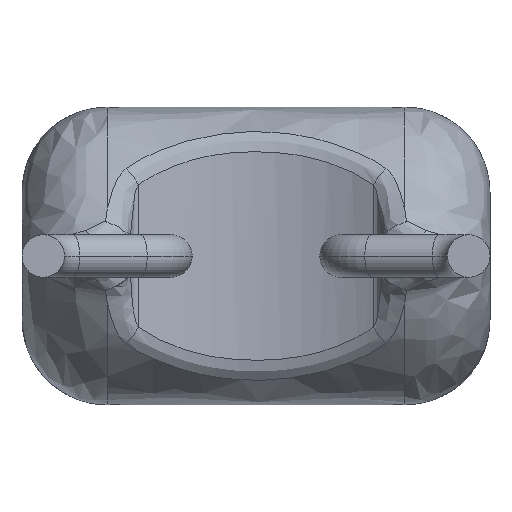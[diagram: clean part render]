
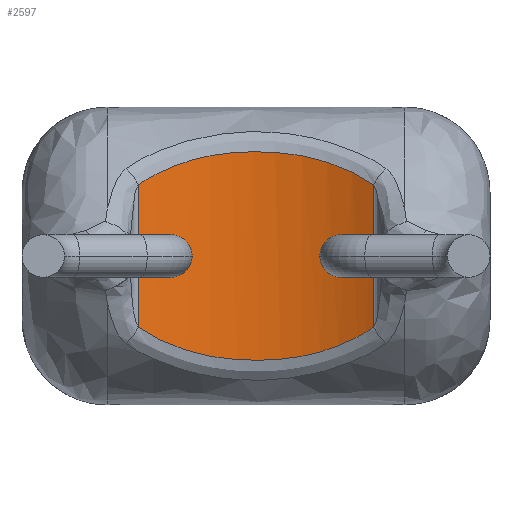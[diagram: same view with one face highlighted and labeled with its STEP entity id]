
A CAD part, front view. The second image highlights one B-rep face of the part: STEP entity #2597.
In plain terms, the highlighted cylindrical face has radius 2.91 mm (diameter 5.821 mm), a partial arc.
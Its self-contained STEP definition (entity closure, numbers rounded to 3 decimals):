
#23 = CARTESIAN_POINT ( 'NONE',  ( -1.2, -0.45, 0.951 ) ) ;
#308 = CARTESIAN_POINT ( 'NONE',  ( -0.267, -0.194, -1.225 ) ) ;
#332 = CARTESIAN_POINT ( 'NONE',  ( -1.383, -0.544, 0.836 ) ) ;
#376 = CARTESIAN_POINT ( 'NONE',  ( 0.517, -0.231, -1.194 ) ) ;
#432 = CARTESIAN_POINT ( 'NONE',  ( -0.881, -0.33, 1.089 ) ) ;
#540 = ORIENTED_EDGE ( 'NONE', *, *, #1499, .T. ) ;
#630 = CARTESIAN_POINT ( 'NONE',  ( 1.062, -0.395, -1.015 ) ) ;
#665 = ORIENTED_EDGE ( 'NONE', *, *, #4212, .T. ) ;
#696 = DIRECTION ( 'NONE',  ( 0., 0., 1. ) ) ;
#699 = CARTESIAN_POINT ( 'NONE',  ( 1.302, -0.5, -0.894 ) ) ;
#723 = CARTESIAN_POINT ( 'NONE',  ( -1.302, -0.5, 0.894 ) ) ;
#775 = CARTESIAN_POINT ( 'NONE',  ( 1.383, -0.544, -0.836 ) ) ;
#964 = LINE ( 'NONE', #2580, #1372 ) ;
#1057 = CARTESIAN_POINT ( 'NONE',  ( 1.049, -0.39, -1.021 ) ) ;
#1104 = AXIS2_PLACEMENT_3D ( 'NONE', #1390, #4358, #3642 ) ;
#1121 = CARTESIAN_POINT ( 'NONE',  ( -0.516, -0.231, -1.194 ) ) ;
#1152 = CARTESIAN_POINT ( 'NONE',  ( -1.343, -0.522, -0.865 ) ) ;
#1254 = LINE ( 'NONE', #4298, #3149 ) ;
#1316 = CARTESIAN_POINT ( 'NONE',  ( 1.138, -0.426, 0.979 ) ) ;
#1318 = EDGE_CURVE ( 'NONE', #4486, #4609, #2130, .T. ) ;
#1369 = CARTESIAN_POINT ( 'NONE',  ( 1.383, -0.544, -0.836 ) ) ;
#1372 = VECTOR ( 'NONE', #3327, 1000. ) ;
#1390 = CARTESIAN_POINT ( 'NONE',  ( 0., -3.105, -5. ) ) ;
#1474 = CARTESIAN_POINT ( 'NONE',  ( 1.383, -0.544, 0.836 ) ) ;
#1486 = CARTESIAN_POINT ( 'NONE',  ( -1.092, -0.407, -1.001 ) ) ;
#1499 = EDGE_CURVE ( 'NONE', #4901, #2998, #1791, .T. ) ;
#1549 = CARTESIAN_POINT ( 'NONE',  ( 0.881, -0.33, -1.089 ) ) ;
#1569 = ORIENTED_EDGE ( 'NONE', *, *, #4095, .F. ) ;
#1712 = CARTESIAN_POINT ( 'NONE',  ( -0.27, -0.194, 1.225 ) ) ;
#1791 = B_SPLINE_CURVE_WITH_KNOTS ( 'NONE', 3,
 ( #3513, #1152, #4198, #4614, #2671, #4653, #3014, #1486, #1857, #3169, #1121, #308, #3483, #376, #5014, #1549, #2735, #2704, #1057, #630, #1828, #699, #775 ),
 .UNSPECIFIED., .F., .F.,
 ( 4, 2, 1, 2, 2, 2, 2, 2, 1, 1, 2, 2, 4 ),
 ( 0., 0.063, 0.094, 0.109, 0.125, 0.25, 0.5, 0.75, 0.813, 0.844, 0.859, 0.875, 1. ),
 .UNSPECIFIED. ) ;
#1828 = CARTESIAN_POINT ( 'NONE',  ( 1.2, -0.45, -0.951 ) ) ;
#1857 = CARTESIAN_POINT ( 'NONE',  ( -0.965, -0.356, -1.059 ) ) ;
#1907 = CARTESIAN_POINT ( 'NONE',  ( -1.062, -0.395, 1.015 ) ) ;
#1939 = CARTESIAN_POINT ( 'NONE',  ( -1.049, -0.39, 1.021 ) ) ;
#2093 = CARTESIAN_POINT ( 'NONE',  ( -0.517, -0.231, 1.194 ) ) ;
#2130 = B_SPLINE_CURVE_WITH_KNOTS ( 'NONE', 3,
 ( #1474, #2922, #3352, #2230, #3757, #1316, #4155, #2493, #3438, #4492, #4222, #4600, #1712, #2093, #4933, #432, #2662, #3078, #1939, #1907, #23, #723, #332 ),
 .UNSPECIFIED., .F., .F.,
 ( 4, 2, 1, 2, 2, 2, 2, 2, 1, 1, 2, 2, 4 ),
 ( 0., 0.063, 0.094, 0.109, 0.125, 0.25, 0.5, 0.75, 0.812, 0.844, 0.859, 0.875, 1. ),
 .UNSPECIFIED. ) ;
#2230 = CARTESIAN_POINT ( 'NONE',  ( 1.221, -0.463, 0.937 ) ) ;
#2261 = CARTESIAN_POINT ( 'NONE',  ( 1.383, -0.544, 0.836 ) ) ;
#2493 = CARTESIAN_POINT ( 'NONE',  ( 1.092, -0.407, 1.001 ) ) ;
#2580 = CARTESIAN_POINT ( 'NONE',  ( -1.383, -0.544, -5. ) ) ;
#2597 = ADVANCED_FACE ( 'NONE', ( #4819 ), #3154, .F. ) ;
#2662 = CARTESIAN_POINT ( 'NONE',  ( -0.979, -0.364, 1.051 ) ) ;
#2671 = CARTESIAN_POINT ( 'NONE',  ( -1.181, -0.444, -0.958 ) ) ;
#2704 = CARTESIAN_POINT ( 'NONE',  ( 1.021, -0.379, -1.033 ) ) ;
#2735 = CARTESIAN_POINT ( 'NONE',  ( 0.979, -0.364, -1.051 ) ) ;
#2922 = CARTESIAN_POINT ( 'NONE',  ( 1.343, -0.522, 0.865 ) ) ;
#2998 = VERTEX_POINT ( 'NONE', #1369 ) ;
#3014 = CARTESIAN_POINT ( 'NONE',  ( -1.108, -0.414, -0.993 ) ) ;
#3078 = CARTESIAN_POINT ( 'NONE',  ( -1.021, -0.379, 1.033 ) ) ;
#3149 = VECTOR ( 'NONE', #696, 1000. ) ;
#3154 = CYLINDRICAL_SURFACE ( 'NONE', #1104, 2.91 ) ;
#3169 = CARTESIAN_POINT ( 'NONE',  ( -0.85, -0.319, -1.102 ) ) ;
#3307 = CARTESIAN_POINT ( 'NONE',  ( -1.383, -0.544, -0.836 ) ) ;
#3327 = DIRECTION ( 'NONE',  ( 0., 0., 1. ) ) ;
#3352 = CARTESIAN_POINT ( 'NONE',  ( 1.297, -0.499, 0.894 ) ) ;
#3438 = CARTESIAN_POINT ( 'NONE',  ( 0.965, -0.356, 1.059 ) ) ;
#3483 = CARTESIAN_POINT ( 'NONE',  ( 0.27, -0.194, -1.225 ) ) ;
#3513 = CARTESIAN_POINT ( 'NONE',  ( -1.383, -0.544, -0.836 ) ) ;
#3642 = DIRECTION ( 'NONE',  ( 1., 0., 0. ) ) ;
#3726 = CARTESIAN_POINT ( 'NONE',  ( -1.383, -0.544, 0.836 ) ) ;
#3757 = CARTESIAN_POINT ( 'NONE',  ( 1.181, -0.444, 0.958 ) ) ;
#4095 = EDGE_CURVE ( 'NONE', #4901, #4609, #964, .T. ) ;
#4155 = CARTESIAN_POINT ( 'NONE',  ( 1.108, -0.414, 0.993 ) ) ;
#4198 = CARTESIAN_POINT ( 'NONE',  ( -1.297, -0.499, -0.894 ) ) ;
#4212 = EDGE_CURVE ( 'NONE', #2998, #4486, #1254, .T. ) ;
#4222 = CARTESIAN_POINT ( 'NONE',  ( 0.516, -0.231, 1.194 ) ) ;
#4298 = CARTESIAN_POINT ( 'NONE',  ( 1.383, -0.544, -5. ) ) ;
#4358 = DIRECTION ( 'NONE',  ( 0., 0., 1. ) ) ;
#4486 = VERTEX_POINT ( 'NONE', #2261 ) ;
#4492 = CARTESIAN_POINT ( 'NONE',  ( 0.85, -0.319, 1.102 ) ) ;
#4600 = CARTESIAN_POINT ( 'NONE',  ( 0.267, -0.194, 1.225 ) ) ;
#4609 = VERTEX_POINT ( 'NONE', #3726 ) ;
#4614 = CARTESIAN_POINT ( 'NONE',  ( -1.221, -0.463, -0.937 ) ) ;
#4618 = EDGE_LOOP ( 'NONE', ( #665, #4884, #1569, #540 ) ) ;
#4653 = CARTESIAN_POINT ( 'NONE',  ( -1.138, -0.426, -0.979 ) ) ;
#4819 = FACE_OUTER_BOUND ( 'NONE', #4618, .T. ) ;
#4884 = ORIENTED_EDGE ( 'NONE', *, *, #1318, .T. ) ;
#4901 = VERTEX_POINT ( 'NONE', #3307 ) ;
#4933 = CARTESIAN_POINT ( 'NONE',  ( -0.797, -0.305, 1.116 ) ) ;
#5014 = CARTESIAN_POINT ( 'NONE',  ( 0.797, -0.305, -1.116 ) ) ;
